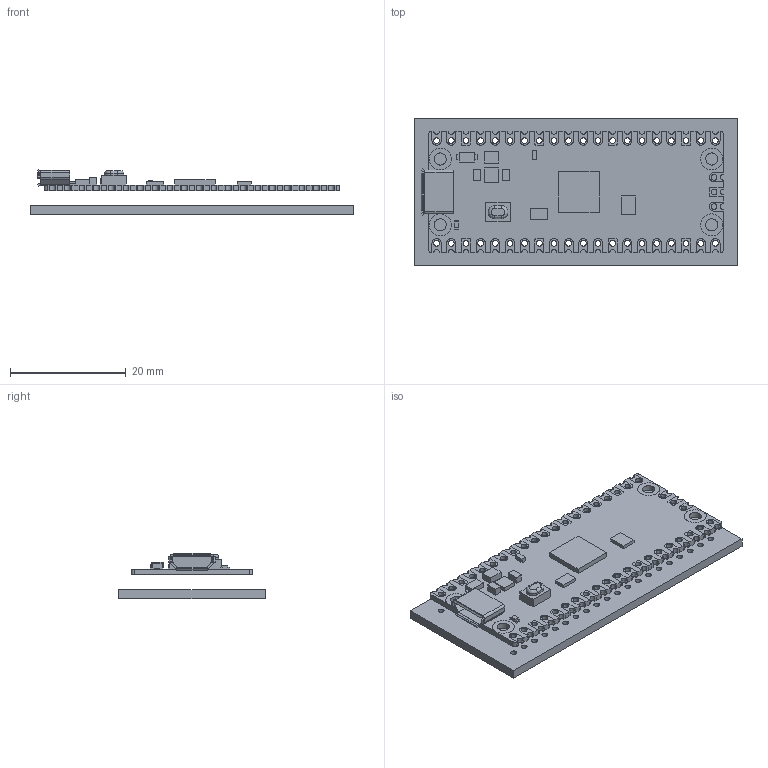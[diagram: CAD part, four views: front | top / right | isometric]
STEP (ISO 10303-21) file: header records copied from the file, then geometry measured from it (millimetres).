
FILE_DESCRIPTION(('KiCad electronic assembly'),'2;1');
FILE_NAME('Pi_PICO_wHeaders.STEP','2022-05-31T10:12:18',('Pcbnew'),( 'Kicad'),'Open CASCADE STEP processor 7.6','KiCad to STEP converter' ,'Unknown');
FILE_SCHEMA(('AUTOMOTIVE_DESIGN { 1 0 10303 214 1 1 1 1 }'));
Length unit declared in the file: millimetre
Products named in the file (4): Pi_PICO_wHeaders 1; Pico-R3-PICOPICO_assm_140121; COMPOUND; _autosave-New_From_TemplateV PCB
Assembly tree (3 placements, depth 3):
  Pi_PICO_wHeaders 1
    Pico-R3-PICOPICO_assm_140121
      COMPOUND
    _autosave-New_From_TemplateV PCB
Bounding box: 55.88 x 25.4 x 7.88 mm (x, y, z)
Volume: 3366.6 mm3; surface area: 6130.9 mm2
Topology: 18 solids, 18 shells, 650 faces, 2020 edges, 1416 vertices
Faces by surface type: bspline 604, cylinder 40, plane 6
Full cylindrical faces by diameter (mm): 1 x40
Entity records: 47730 total; most frequent: CARTESIAN_POINT 22048, ORIENTED_EDGE 4040, PCURVE 4040, DEFINITIONAL_REPRESENTATION 4040, B_SPLINE_CURVE_WITH_KNOTS 3942, EDGE_CURVE 2020, SURFACE_CURVE 1980, VERTEX_POINT 1416
